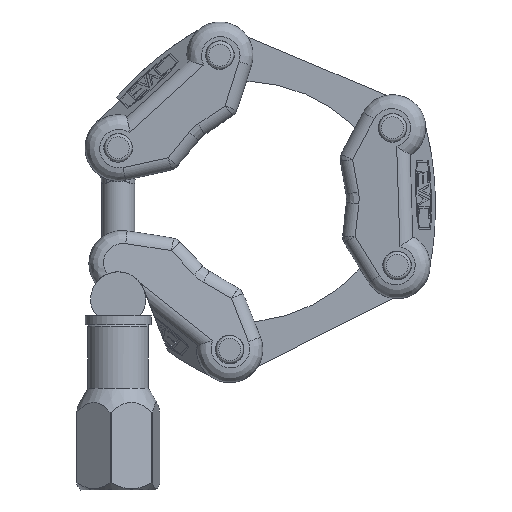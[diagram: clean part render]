
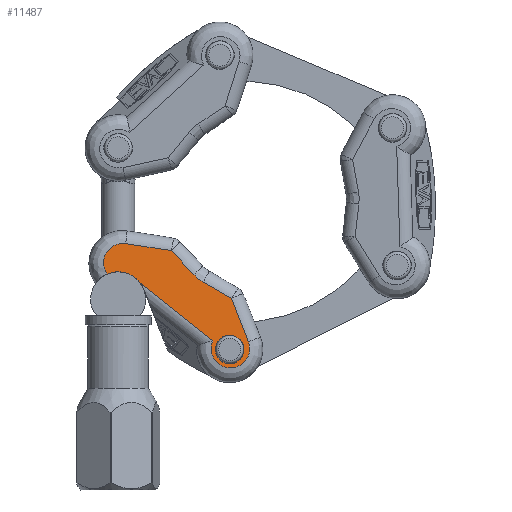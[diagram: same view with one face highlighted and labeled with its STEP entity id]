
A CAD part, left-side view. The second image highlights one B-rep face of the part: STEP entity #11487.
In plain terms, the highlighted face is planar.
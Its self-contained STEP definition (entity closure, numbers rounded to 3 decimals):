
#381=ELLIPSE('',#12261,2.61,2.6);
#382=ELLIPSE('',#12262,5.019,5.);
#383=ELLIPSE('',#12263,7.529,7.5);
#646=B_SPLINE_CURVE_WITH_KNOTS('',3,(#20412,#20413,#20414,#20415,#20416,
#20417,#20418,#20419,#20420,#20421),.UNSPECIFIED.,.F.,.F.,(4,1,1,1,1,1,
1,4),(0.,0.125,0.25,0.375,0.5,0.625,0.75,1.),.UNSPECIFIED.);
#647=B_SPLINE_CURVE_WITH_KNOTS('',3,(#20433,#20434,#20435,#20436,#20437,
#20438,#20439),.UNSPECIFIED.,.F.,.F.,(4,1,1,1,4),(0.,0.25,0.5,0.75,1.),
 .UNSPECIFIED.);
#3156=ORIENTED_EDGE('',*,*,#5414,.F.);
#3157=ORIENTED_EDGE('',*,*,#5415,.T.);
#3158=ORIENTED_EDGE('',*,*,#5404,.F.);
#3159=ORIENTED_EDGE('',*,*,#5416,.F.);
#3160=ORIENTED_EDGE('',*,*,#5417,.F.);
#3161=ORIENTED_EDGE('',*,*,#5418,.F.);
#3162=ORIENTED_EDGE('',*,*,#5419,.F.);
#3163=ORIENTED_EDGE('',*,*,#5420,.F.);
#3164=ORIENTED_EDGE('',*,*,#5421,.F.);
#3165=ORIENTED_EDGE('',*,*,#5422,.F.);
#5404=EDGE_CURVE('',#6726,#6727,#7895,.T.);
#5414=EDGE_CURVE('',#6736,#6736,#381,.T.);
#5415=EDGE_CURVE('',#6737,#6727,#382,.T.);
#5416=EDGE_CURVE('',#6738,#6726,#646,.F.);
#5417=EDGE_CURVE('',#6739,#6738,#7900,.T.);
#5418=EDGE_CURVE('',#6740,#6739,#7901,.T.);
#5419=EDGE_CURVE('',#6741,#6740,#383,.T.);
#5420=EDGE_CURVE('',#6742,#6741,#7902,.T.);
#5421=EDGE_CURVE('',#6743,#6742,#7903,.T.);
#5422=EDGE_CURVE('',#6737,#6743,#647,.F.);
#6726=VERTEX_POINT('',#20383);
#6727=VERTEX_POINT('',#20385);
#6736=VERTEX_POINT('',#20409);
#6737=VERTEX_POINT('',#20411);
#6738=VERTEX_POINT('',#20422);
#6739=VERTEX_POINT('',#20424);
#6740=VERTEX_POINT('',#20426);
#6741=VERTEX_POINT('',#20428);
#6742=VERTEX_POINT('',#20430);
#6743=VERTEX_POINT('',#20432);
#7895=LINE('',#20384,#8974);
#7900=LINE('',#20423,#8979);
#7901=LINE('',#20425,#8980);
#7902=LINE('',#20429,#8981);
#7903=LINE('',#20431,#8982);
#8974=VECTOR('',#14221,1000.);
#8979=VECTOR('',#14242,1000.);
#8980=VECTOR('',#14243,1000.);
#8981=VECTOR('',#14246,1000.);
#8982=VECTOR('',#14247,1000.);
#9736=EDGE_LOOP('',(#3156));
#9737=EDGE_LOOP('',(#3157,#3158,#3159,#3160,#3161,#3162,#3163,#3164,#3165));
#10443=FACE_BOUND('',#9736,.T.);
#10444=FACE_BOUND('',#9737,.T.);
#10970=PLANE('',#12260);
#11487=ADVANCED_FACE('',(#10443,#10444),#10970,.T.);
#12260=AXIS2_PLACEMENT_3D('',#20407,#14236,#14237);
#12261=AXIS2_PLACEMENT_3D('',#20408,#14238,#14239);
#12262=AXIS2_PLACEMENT_3D('',#20410,#14240,#14241);
#12263=AXIS2_PLACEMENT_3D('',#20427,#14244,#14245);
#14221=DIRECTION('',(0.,0.,1.));
#14236=DIRECTION('',(-0.996,-0.087,0.));
#14237=DIRECTION('',(0.,0.,1.));
#14238=DIRECTION('',(-0.996,-0.087,0.));
#14239=DIRECTION('',(0.087,-0.996,0.));
#14240=DIRECTION('',(0.996,0.087,0.));
#14241=DIRECTION('',(-0.087,0.996,0.));
#14242=DIRECTION('',(-0.044,0.5,-0.865));
#14243=DIRECTION('',(0.013,-0.148,-0.989));
#14244=DIRECTION('',(-0.996,-0.087,0.));
#14245=DIRECTION('',(-0.087,0.996,0.));
#14246=DIRECTION('',(-0.013,0.148,-0.989));
#14247=DIRECTION('',(0.044,-0.5,-0.865));
#20383=CARTESIAN_POINT('',(-10.011,1.87,-9.105));
#20384=CARTESIAN_POINT('',(-10.011,1.87,-9.105));
#20385=CARTESIAN_POINT('',(-10.011,1.87,7.846));
#20407=CARTESIAN_POINT('',(-9.096,-8.595,0.));
#20408=CARTESIAN_POINT('',(-9.956,1.235,-12.5));
#20409=CARTESIAN_POINT('',(-9.728,-1.365,-12.5));
#20410=CARTESIAN_POINT('',(-10.437,6.735,9.));
#20411=CARTESIAN_POINT('',(-10.232,4.394,13.418));
#20412=CARTESIAN_POINT('',(-10.011,1.87,-9.105));
#20413=CARTESIAN_POINT('',(-10.06,2.43,-9.246));
#20414=CARTESIAN_POINT('',(-10.151,3.471,-9.806));
#20415=CARTESIAN_POINT('',(-10.237,4.455,-11.288));
#20416=CARTESIAN_POINT('',(-10.252,4.619,-13.058));
#20417=CARTESIAN_POINT('',(-10.191,3.926,-14.696));
#20418=CARTESIAN_POINT('',(-10.07,2.542,-15.81));
#20419=CARTESIAN_POINT('',(-9.866,0.206,-16.252));
#20420=CARTESIAN_POINT('',(-9.722,-1.436,-15.252));
#20421=CARTESIAN_POINT('',(-9.671,-2.014,-14.25));
#20422=CARTESIAN_POINT('',(-9.671,-2.014,-14.25));
#20423=CARTESIAN_POINT('',(-9.304,-6.211,-6.98));
#20424=CARTESIAN_POINT('',(-9.304,-6.211,-6.98));
#20425=CARTESIAN_POINT('',(-9.381,-5.334,-1.109));
#20426=CARTESIAN_POINT('',(-9.381,-5.334,-1.109));
#20427=CARTESIAN_POINT('',(-8.732,-12.751,0.));
#20428=CARTESIAN_POINT('',(-9.381,-5.334,1.109));
#20429=CARTESIAN_POINT('',(-9.304,-6.211,6.98));
#20430=CARTESIAN_POINT('',(-9.304,-6.211,6.98));
#20431=CARTESIAN_POINT('',(-9.671,-2.014,14.25));
#20432=CARTESIAN_POINT('',(-9.671,-2.014,14.25));
#20433=CARTESIAN_POINT('',(-9.671,-2.014,14.25));
#20434=CARTESIAN_POINT('',(-9.702,-1.669,14.848));
#20435=CARTESIAN_POINT('',(-9.793,-0.627,15.822));
#20436=CARTESIAN_POINT('',(-9.978,1.494,16.178));
#20437=CARTESIAN_POINT('',(-10.15,3.455,15.292));
#20438=CARTESIAN_POINT('',(-10.216,4.213,14.086));
#20439=CARTESIAN_POINT('',(-10.232,4.394,13.418));
